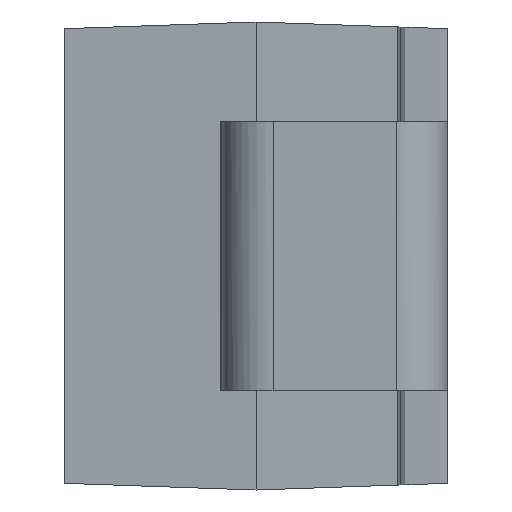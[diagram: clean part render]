
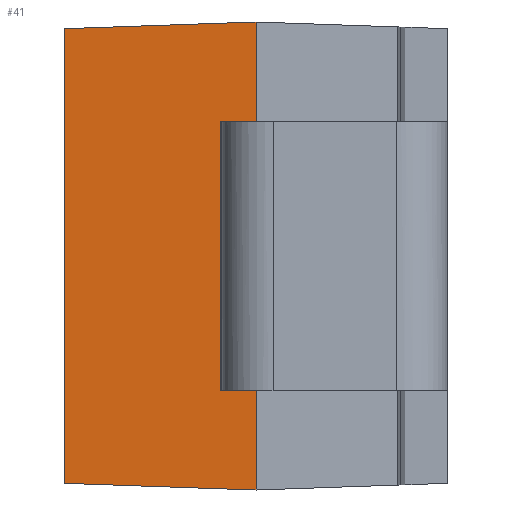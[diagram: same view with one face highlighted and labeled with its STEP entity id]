
A CAD part, left-side view. The second image highlights one B-rep face of the part: STEP entity #41.
In plain terms, the highlighted planar face has unit normal (-0.999, 0.035, 0).
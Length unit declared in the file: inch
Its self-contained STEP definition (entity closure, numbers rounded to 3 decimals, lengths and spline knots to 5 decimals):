
#41=ADVANCED_FACE('',(#194),#2240,.T.);
#194=FACE_OUTER_BOUND('',#343,.T.);
#343=EDGE_LOOP('',(#612,#613,#614,#615,#616,#617,#618,#619));
#612=ORIENTED_EDGE('',*,*,#1286,.T.);
#613=ORIENTED_EDGE('',*,*,#1287,.T.);
#614=ORIENTED_EDGE('',*,*,#1279,.F.);
#615=ORIENTED_EDGE('',*,*,#1262,.F.);
#616=ORIENTED_EDGE('',*,*,#1246,.F.);
#617=ORIENTED_EDGE('',*,*,#1258,.F.);
#618=ORIENTED_EDGE('',*,*,#1281,.F.);
#619=ORIENTED_EDGE('',*,*,#1288,.T.);
#1246=EDGE_CURVE('',#2015,#2012,#1629,.T.);
#1258=EDGE_CURVE('',#2016,#2015,#1641,.T.);
#1262=EDGE_CURVE('',#2012,#2025,#1645,.T.);
#1279=EDGE_CURVE('',#2025,#2032,#1662,.T.);
#1281=EDGE_CURVE('',#2033,#2016,#1664,.T.);
#1286=EDGE_CURVE('',#2036,#2037,#1669,.T.);
#1287=EDGE_CURVE('',#2037,#2032,#1670,.T.);
#1288=EDGE_CURVE('',#2033,#2036,#1671,.T.);
#1629=B_SPLINE_CURVE_WITH_KNOTS('',1,(#4424,#4425),.UNSPECIFIED.,.F.,.F.,
(2,2),(0.,0.10686),.UNSPECIFIED.);
#1641=B_SPLINE_CURVE_WITH_KNOTS('',1,(#4448,#4449),.UNSPECIFIED.,.F.,.F.,
(2,2),(-0.04505,0.),.UNSPECIFIED.);
#1645=B_SPLINE_CURVE_WITH_KNOTS('',1,(#4456,#4457),.UNSPECIFIED.,.F.,.F.,
(2,2),(0.,0.04505),.UNSPECIFIED.);
#1662=B_SPLINE_CURVE_WITH_KNOTS('',1,(#4490,#4491),.UNSPECIFIED.,.F.,.F.,
(2,2),(-0.0235,0.),.UNSPECIFIED.);
#1664=B_SPLINE_CURVE_WITH_KNOTS('',1,(#4494,#4495),.UNSPECIFIED.,.F.,.F.,
(2,2),(-0.0235,0.),.UNSPECIFIED.);
#1669=B_SPLINE_CURVE_WITH_KNOTS('',1,(#4504,#4505),.UNSPECIFIED.,.F.,.F.,
(2,2),(-0.063,0.),.UNSPECIFIED.);
#1670=B_SPLINE_CURVE_WITH_KNOTS('',1,(#4506,#4507),.UNSPECIFIED.,.F.,.F.,
(2,2),(-0.00839,0.),.UNSPECIFIED.);
#1671=B_SPLINE_CURVE_WITH_KNOTS('',1,(#4508,#4509),.UNSPECIFIED.,.F.,.F.,
(2,2),(0.,0.00839),.UNSPECIFIED.);
#2012=VERTEX_POINT('',#4178);
#2015=VERTEX_POINT('',#4181);
#2016=VERTEX_POINT('',#4182);
#2025=VERTEX_POINT('',#4191);
#2032=VERTEX_POINT('',#4198);
#2033=VERTEX_POINT('',#4199);
#2036=VERTEX_POINT('',#4202);
#2037=VERTEX_POINT('',#4203);
#2240=PLANE('',#2360);
#2360=AXIS2_PLACEMENT_3D('',#2560,#2460,$);
#2460=DIRECTION('',(-0.999,0.035,0.));
#2560=CARTESIAN_POINT('',(-0.07079,0.65037,-0.6672));
#4178=CARTESIAN_POINT('',(-0.09193,0.045,0.05343));
#4181=CARTESIAN_POINT('',(-0.09193,0.045,-0.05343));
#4182=CARTESIAN_POINT('',(-0.0935,0.,-0.055));
#4191=CARTESIAN_POINT('',(-0.0935,0.,0.055));
#4198=CARTESIAN_POINT('',(-0.0935,0.,0.0315));
#4199=CARTESIAN_POINT('',(-0.0935,0.,-0.0315));
#4202=CARTESIAN_POINT('',(-0.09321,0.00838,-0.0315));
#4203=CARTESIAN_POINT('',(-0.09321,0.00838,0.0315));
#4424=CARTESIAN_POINT('',(-0.09193,0.045,-0.05343));
#4425=CARTESIAN_POINT('',(-0.09193,0.045,0.05343));
#4448=CARTESIAN_POINT('',(-0.0935,0.,-0.055));
#4449=CARTESIAN_POINT('',(-0.09193,0.045,-0.05343));
#4456=CARTESIAN_POINT('',(-0.09193,0.045,0.05343));
#4457=CARTESIAN_POINT('',(-0.0935,0.,0.055));
#4490=CARTESIAN_POINT('',(-0.0935,0.,0.055));
#4491=CARTESIAN_POINT('',(-0.0935,0.,0.0315));
#4494=CARTESIAN_POINT('',(-0.0935,0.,-0.0315));
#4495=CARTESIAN_POINT('',(-0.0935,0.,-0.055));
#4504=CARTESIAN_POINT('',(-0.09321,0.00838,-0.0315));
#4505=CARTESIAN_POINT('',(-0.09321,0.00838,0.0315));
#4506=CARTESIAN_POINT('',(-0.09321,0.00838,0.0315));
#4507=CARTESIAN_POINT('',(-0.0935,0.,0.0315));
#4508=CARTESIAN_POINT('',(-0.0935,0.,-0.0315));
#4509=CARTESIAN_POINT('',(-0.09321,0.00838,-0.0315));
